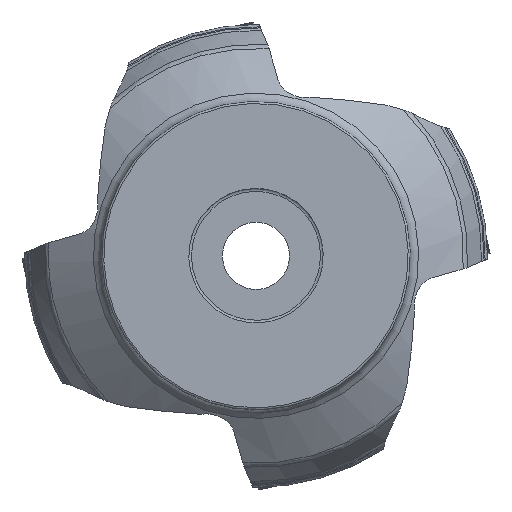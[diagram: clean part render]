
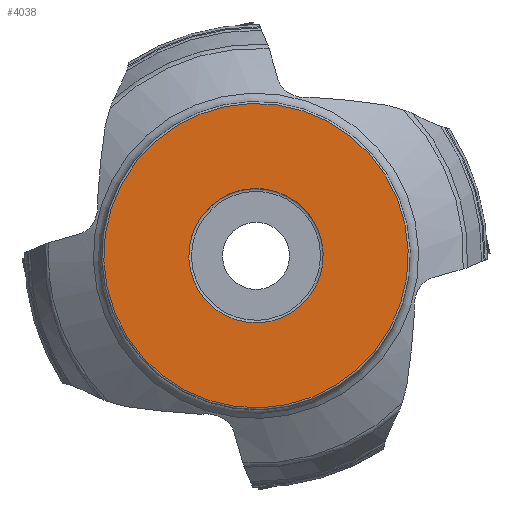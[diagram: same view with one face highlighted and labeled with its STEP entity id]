
A CAD part, top view. The second image highlights one B-rep face of the part: STEP entity #4038.
In plain terms, the highlighted planar face has unit normal (0, 0, 1).
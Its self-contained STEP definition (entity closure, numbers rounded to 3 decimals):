
#1387=FACE_BOUND('',#7957,.T.);
#1388=FACE_BOUND('',#7958,.T.);
#4038=ADVANCED_FACE('CU_BACK_F001',(#1387,#1388),#4451,.F.);
#4451=PLANE('',#32000);
#7957=EDGE_LOOP('',(#18799));
#7958=EDGE_LOOP('',(#18800));
#9538=CIRCLE('',#29737,13.505);
#10518=CIRCLE('',#31998,30.6);
#18799=ORIENTED_EDGE('',*,*,#23053,.F.);
#18800=ORIENTED_EDGE('',*,*,#25998,.T.);
#20010=VERTEX_POINT('',#46762);
#21733=VERTEX_POINT('',#64468);
#23053=EDGE_CURVE('',#20010,#20010,#9538,.T.);
#25998=EDGE_CURVE('',#21733,#21733,#10518,.T.);
#29737=AXIS2_PLACEMENT_3D('',#46761,#34105,#34106);
#31998=AXIS2_PLACEMENT_3D('',#64467,#39573,#39574);
#32000=AXIS2_PLACEMENT_3D('',#64470,#39577,#39578);
#34105=DIRECTION('',(0.,0.,1.));
#34106=DIRECTION('',(0.978,0.208,0.));
#39573=DIRECTION('',(0.,0.,1.));
#39574=DIRECTION('',(0.978,0.208,0.));
#39577=DIRECTION('',(0.,0.,-1.));
#39578=DIRECTION('',(-0.978,-0.208,0.));
#46761=CARTESIAN_POINT('',(0.,0.,
0.));
#46762=CARTESIAN_POINT('',(13.21,2.808,0.));
#64467=CARTESIAN_POINT('',(0.,0.,
0.));
#64468=CARTESIAN_POINT('',(29.931,6.362,0.));
#64470=CARTESIAN_POINT('',(-30.,0.,0.));
